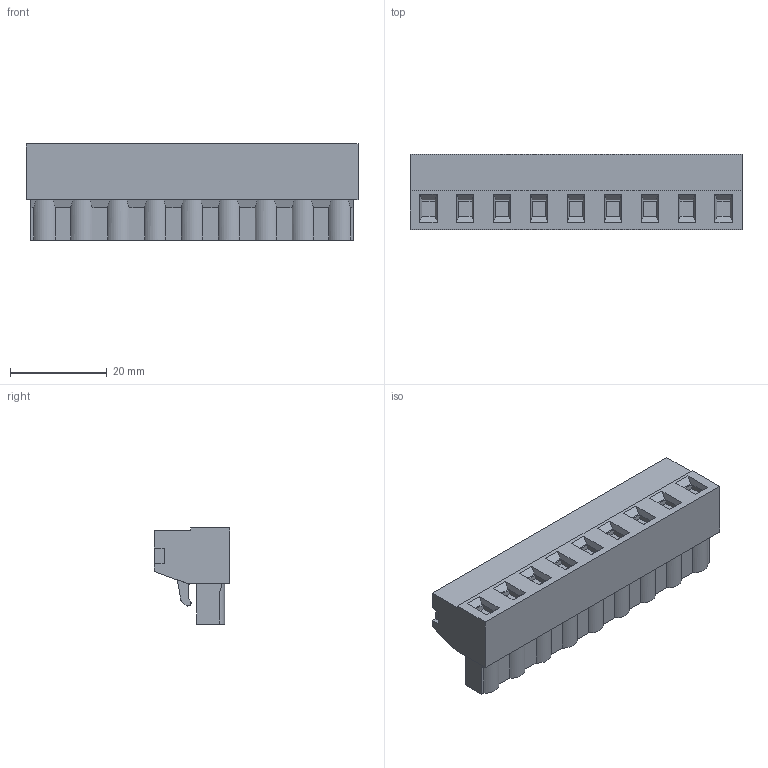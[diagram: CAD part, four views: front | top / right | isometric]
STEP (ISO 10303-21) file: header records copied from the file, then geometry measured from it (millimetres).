
FILE_DESCRIPTION(('STEP AP214'),'1');
FILE_NAME('SH09-7,62.stp','2020-05-26T13:01:51',(' '),(' '),'Spatial InterOp 3D',' ',' ');
FILE_SCHEMA(('automotive_design'));
Length unit declared in the file: metre
Products named in the file (1): 1
Bounding box: 68.58 x 15.5 x 19.85 mm (x, y, z)
Volume: 13503.3 mm3; surface area: 6367.1 mm2
Topology: 1 solids, 1 shells, 365 faces, 906 edges, 592 vertices
Faces by surface type: plane 303, cylinder 52, cone 9, extrusion 1
Full cylindrical faces by diameter (mm): 1.6 x9, 3.8 x9, 4 x9
Entity records: 13316 total; most frequent: CARTESIAN_POINT 1810, DIRECTION 1739, ORIENTED_EDGE 1704, EDGE_CURVE 852, VECTOR 693, LINE 692, VERTEX_POINT 574, AXIS2_PLACEMENT_3D 523
